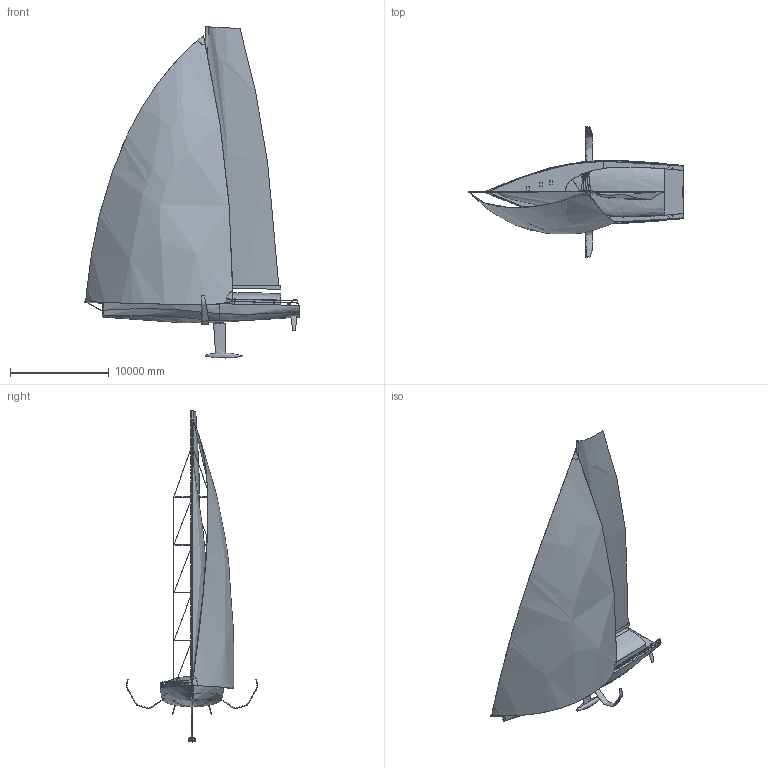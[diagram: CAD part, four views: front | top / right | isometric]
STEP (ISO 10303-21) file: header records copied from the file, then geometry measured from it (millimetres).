
FILE_DESCRIPTION(('FreeCAD Model'),'2;1');
FILE_NAME('Open CASCADE Shape Model','2025-05-03T23:22:35',('FreeCAD'),( 'FreeCAD'),'Open CASCADE STEP processor 7.6','FreeCAD','Unknown');
FILE_SCHEMA(('AUTOMOTIVE_DESIGN { 1 0 10303 214 1 1 1 1 }'));
Products named in the file (1): Open CASCADE STEP translator 7.6 1
Bounding box: 21773.41 x 13308.06 x 33707.23 mm (x, y, z)
Volume: 58869132877 mm3; surface area: 1450721273.5 mm2
Topology: 74 solids, 86 shells, 1475 faces, 3935 edges, 2606 vertices
Faces by surface type: bspline 1475
Entity records: 191883 total; most frequent: CARTESIAN_POINT 168805, ORIENTED_EDGE 7784, EDGE_CURVE 3909, B_SPLINE_CURVE_WITH_KNOTS 3017, VERTEX_POINT 2606, FACE_BOUND 1572, EDGE_LOOP 1572, ADVANCED_FACE 1475
